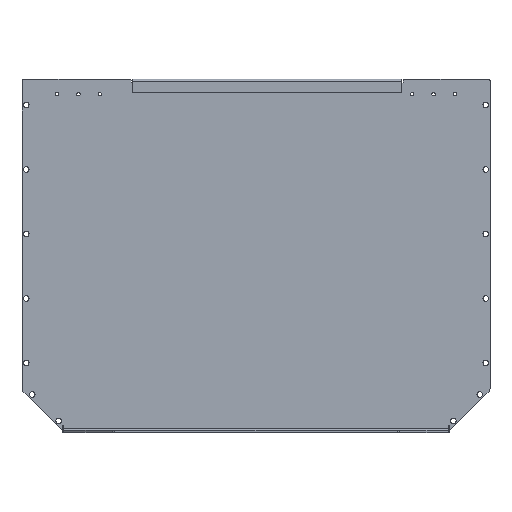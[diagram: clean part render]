
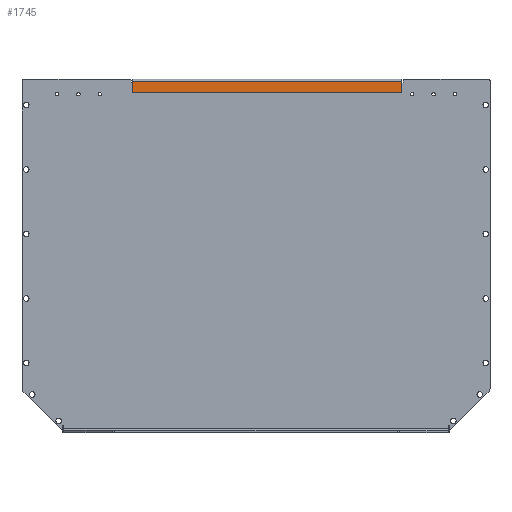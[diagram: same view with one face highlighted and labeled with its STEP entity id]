
A CAD part, top view. The second image highlights one B-rep face of the part: STEP entity #1745.
In plain terms, the highlighted planar face has unit normal (0, 0, 1).
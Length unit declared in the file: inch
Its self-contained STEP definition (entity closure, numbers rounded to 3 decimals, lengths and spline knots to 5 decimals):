
#8 = CARTESIAN_POINT ( 'NONE',  ( 5.375, -0.29098, 0.14794 ) ) ;
#171 = EDGE_CURVE ( 'NONE', #2455, #4108, #1707, .T. ) ;
#196 = VECTOR ( 'NONE', #2572, 39.37008 ) ;
#349 = CARTESIAN_POINT ( 'NONE',  ( 0.4125, -0.5, 0.14794 ) ) ;
#521 = CARTESIAN_POINT ( 'NONE',  ( 5.375, -0.08197, 0.14794 ) ) ;
#588 = CARTESIAN_POINT ( 'NONE',  ( 0.4125, -0.08197, 0.14794 ) ) ;
#596 = DIRECTION ( 'NONE',  ( 0., 0., 1. ) ) ;
#901 = PLANE ( 'NONE',  #3135 ) ;
#995 = VERTEX_POINT ( 'NONE', #2763 ) ;
#1055 = LINE ( 'NONE', #349, #196 ) ;
#1314 = VECTOR ( 'NONE', #1673, 39.37008 ) ;
#1460 = VECTOR ( 'NONE', #1910, 39.37008 ) ;
#1596 = EDGE_CURVE ( 'NONE', #995, #2455, #2138, .T. ) ;
#1673 = DIRECTION ( 'NONE',  ( 0., 1., 0. ) ) ;
#1677 = EDGE_LOOP ( 'NONE', ( #2518, #2314, #3227, #3440 ) ) ;
#1707 = LINE ( 'NONE', #588, #2345 ) ;
#1745 = ADVANCED_FACE ( 'NONE', ( #3650 ), #901, .T. ) ;
#1910 = DIRECTION ( 'NONE',  ( 0., -1., 0. ) ) ;
#2138 = LINE ( 'NONE', #2915, #1314 ) ;
#2159 = DIRECTION ( 'NONE',  ( 1., 0., 0. ) ) ;
#2276 = LINE ( 'NONE', #8, #1460 ) ;
#2293 = EDGE_CURVE ( 'NONE', #4108, #2775, #2276, .T. ) ;
#2314 = ORIENTED_EDGE ( 'NONE', *, *, #2293, .F. ) ;
#2345 = VECTOR ( 'NONE', #2528, 39.37008 ) ;
#2432 = EDGE_CURVE ( 'NONE', #2775, #995, #1055, .T. ) ;
#2455 = VERTEX_POINT ( 'NONE', #2590 ) ;
#2518 = ORIENTED_EDGE ( 'NONE', *, *, #2432, .F. ) ;
#2528 = DIRECTION ( 'NONE',  ( 1., 0., 0. ) ) ;
#2572 = DIRECTION ( 'NONE',  ( -1., 0., 0. ) ) ;
#2590 = CARTESIAN_POINT ( 'NONE',  ( -4.55, -0.08197, 0.14794 ) ) ;
#2763 = CARTESIAN_POINT ( 'NONE',  ( -4.55, -0.5, 0.14794 ) ) ;
#2775 = VERTEX_POINT ( 'NONE', #3780 ) ;
#2915 = CARTESIAN_POINT ( 'NONE',  ( -4.55, -0.29098, 0.14794 ) ) ;
#3135 = AXIS2_PLACEMENT_3D ( 'NONE', #3473, #596, #2159 ) ;
#3227 = ORIENTED_EDGE ( 'NONE', *, *, #171, .F. ) ;
#3440 = ORIENTED_EDGE ( 'NONE', *, *, #1596, .F. ) ;
#3473 = CARTESIAN_POINT ( 'NONE',  ( 0.4125, -0.29098, 0.14794 ) ) ;
#3650 = FACE_OUTER_BOUND ( 'NONE', #1677, .T. ) ;
#3780 = CARTESIAN_POINT ( 'NONE',  ( 5.375, -0.5, 0.14794 ) ) ;
#4108 = VERTEX_POINT ( 'NONE', #521 ) ;
